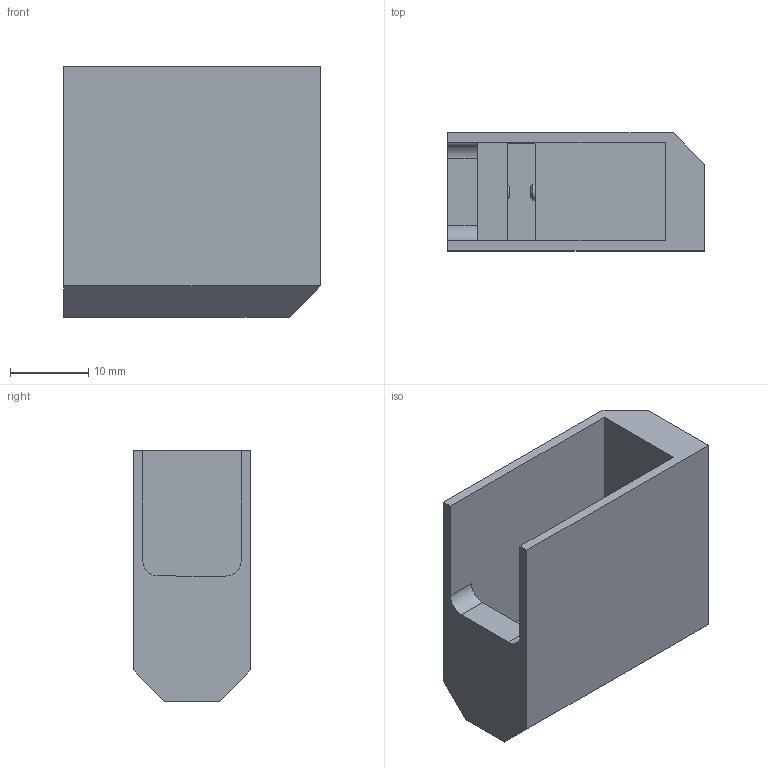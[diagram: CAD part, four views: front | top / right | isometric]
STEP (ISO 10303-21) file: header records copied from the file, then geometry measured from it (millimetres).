
FILE_DESCRIPTION (( 'STEP AP214' ), '1' );
FILE_NAME ('Servo_Case_v2.4.STEP', '2021-09-30T03:17:32', ( '' ), ( '' ), 'SwSTEP 2.0', 'SolidWorks 2020', '' );
FILE_SCHEMA (( 'AUTOMOTIVE_DESIGN' ));
Length unit declared in the file: millimetre
Products named in the file (1): Servo_Case_v2.4
Bounding box: 32.8 x 15.05 x 32 mm (x, y, z)
Volume: 6750.4 mm3; surface area: 5385.1 mm2
Topology: 1 solids, 1 shells, 31 faces, 75 edges, 48 vertices
Faces by surface type: plane 23, cone 4, cylinder 4
Entity records: 929 total; most frequent: CARTESIAN_POINT 155, DIRECTION 153, ORIENTED_EDGE 150, EDGE_CURVE 75, LINE 61, VECTOR 61, VERTEX_POINT 48, AXIS2_PLACEMENT_3D 46
